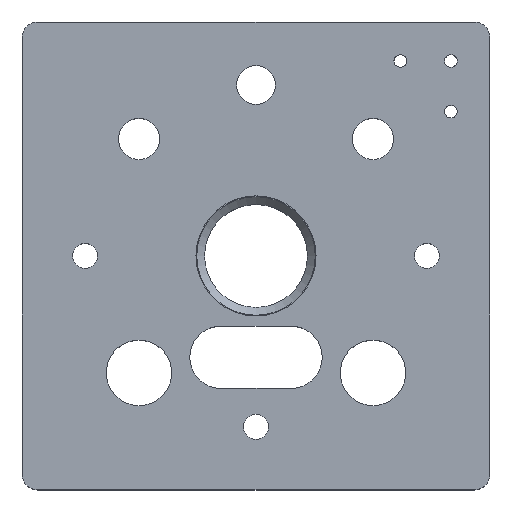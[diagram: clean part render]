
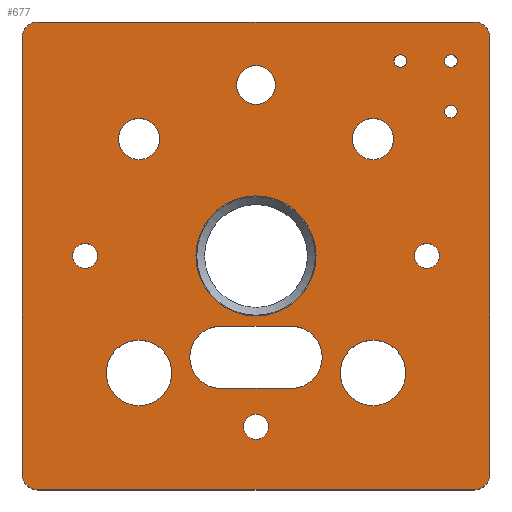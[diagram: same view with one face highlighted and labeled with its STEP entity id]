
A CAD part, top view. The second image highlights one B-rep face of the part: STEP entity #677.
In plain terms, the highlighted planar face has unit normal (0, 0, 1).
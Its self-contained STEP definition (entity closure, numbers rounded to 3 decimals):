
#18=FACE_BOUND('',#113,.T.);
#19=FACE_BOUND('',#114,.T.);
#20=FACE_BOUND('',#115,.T.);
#21=FACE_BOUND('',#116,.T.);
#22=FACE_BOUND('',#117,.T.);
#23=FACE_BOUND('',#118,.T.);
#24=FACE_BOUND('',#119,.T.);
#25=FACE_BOUND('',#120,.T.);
#26=FACE_BOUND('',#121,.T.);
#27=FACE_BOUND('',#122,.T.);
#28=FACE_BOUND('',#123,.T.);
#29=FACE_BOUND('',#124,.T.);
#30=FACE_BOUND('',#125,.T.);
#50=PLANE('',#745);
#71=FACE_OUTER_BOUND('',#112,.T.);
#112=EDGE_LOOP('',(#492,#493,#494,#495,#496,#497,#498,#499));
#113=EDGE_LOOP('',(#500));
#114=EDGE_LOOP('',(#501));
#115=EDGE_LOOP('',(#502));
#116=EDGE_LOOP('',(#503));
#117=EDGE_LOOP('',(#504));
#118=EDGE_LOOP('',(#505));
#119=EDGE_LOOP('',(#506));
#120=EDGE_LOOP('',(#507));
#121=EDGE_LOOP('',(#508));
#122=EDGE_LOOP('',(#509));
#123=EDGE_LOOP('',(#510));
#124=EDGE_LOOP('',(#511));
#125=EDGE_LOOP('',(#512,#513,#514,#515));
#180=LINE('',#1082,#223);
#181=LINE('',#1086,#224);
#182=LINE('',#1090,#225);
#183=LINE('',#1093,#226);
#184=LINE('',#1112,#227);
#185=LINE('',#1116,#228);
#223=VECTOR('',#869,10.);
#224=VECTOR('',#872,10.);
#225=VECTOR('',#875,10.);
#226=VECTOR('',#878,10.);
#227=VECTOR('',#895,10.);
#228=VECTOR('',#898,10.);
#258=CIRCLE('',#722,0.812);
#260=CIRCLE('',#725,0.812);
#262=CIRCLE('',#728,0.812);
#267=CIRCLE('',#736,2.5);
#272=CIRCLE('',#744,2.);
#273=CIRCLE('',#746,2.);
#274=CIRCLE('',#747,2.);
#275=CIRCLE('',#748,2.);
#276=CIRCLE('',#749,1.6);
#277=CIRCLE('',#750,1.6);
#278=CIRCLE('',#751,1.6);
#279=CIRCLE('',#752,4.2);
#280=CIRCLE('',#753,4.2);
#281=CIRCLE('',#754,2.65);
#282=CIRCLE('',#755,2.65);
#283=CIRCLE('',#756,7.7);
#284=CIRCLE('',#757,4.);
#285=CIRCLE('',#758,4.);
#307=VERTEX_POINT('',#1032);
#309=VERTEX_POINT('',#1038);
#311=VERTEX_POINT('',#1044);
#316=VERTEX_POINT('',#1059);
#322=VERTEX_POINT('',#1075);
#323=VERTEX_POINT('',#1077);
#324=VERTEX_POINT('',#1081);
#325=VERTEX_POINT('',#1083);
#326=VERTEX_POINT('',#1085);
#327=VERTEX_POINT('',#1087);
#328=VERTEX_POINT('',#1089);
#329=VERTEX_POINT('',#1091);
#330=VERTEX_POINT('',#1094);
#331=VERTEX_POINT('',#1096);
#332=VERTEX_POINT('',#1098);
#333=VERTEX_POINT('',#1100);
#334=VERTEX_POINT('',#1102);
#335=VERTEX_POINT('',#1104);
#336=VERTEX_POINT('',#1106);
#337=VERTEX_POINT('',#1108);
#338=VERTEX_POINT('',#1110);
#339=VERTEX_POINT('',#1111);
#340=VERTEX_POINT('',#1113);
#341=VERTEX_POINT('',#1115);
#368=EDGE_CURVE('',#307,#307,#258,.T.);
#371=EDGE_CURVE('',#309,#309,#260,.T.);
#374=EDGE_CURVE('',#311,#311,#262,.T.);
#382=EDGE_CURVE('',#316,#316,#267,.T.);
#389=EDGE_CURVE('',#322,#323,#272,.T.);
#391=EDGE_CURVE('',#324,#322,#180,.T.);
#392=EDGE_CURVE('',#325,#324,#273,.T.);
#393=EDGE_CURVE('',#326,#325,#181,.T.);
#394=EDGE_CURVE('',#327,#326,#274,.T.);
#395=EDGE_CURVE('',#328,#327,#182,.T.);
#396=EDGE_CURVE('',#329,#328,#275,.T.);
#397=EDGE_CURVE('',#323,#329,#183,.T.);
#398=EDGE_CURVE('',#330,#330,#276,.T.);
#399=EDGE_CURVE('',#331,#331,#277,.T.);
#400=EDGE_CURVE('',#332,#332,#278,.T.);
#401=EDGE_CURVE('',#333,#333,#279,.T.);
#402=EDGE_CURVE('',#334,#334,#280,.T.);
#403=EDGE_CURVE('',#335,#335,#281,.T.);
#404=EDGE_CURVE('',#336,#336,#282,.T.);
#405=EDGE_CURVE('',#337,#337,#283,.T.);
#406=EDGE_CURVE('',#338,#339,#184,.T.);
#407=EDGE_CURVE('',#339,#340,#284,.T.);
#408=EDGE_CURVE('',#340,#341,#185,.T.);
#409=EDGE_CURVE('',#341,#338,#285,.T.);
#492=ORIENTED_EDGE('',*,*,#389,.F.);
#493=ORIENTED_EDGE('',*,*,#391,.F.);
#494=ORIENTED_EDGE('',*,*,#392,.F.);
#495=ORIENTED_EDGE('',*,*,#393,.F.);
#496=ORIENTED_EDGE('',*,*,#394,.F.);
#497=ORIENTED_EDGE('',*,*,#395,.F.);
#498=ORIENTED_EDGE('',*,*,#396,.F.);
#499=ORIENTED_EDGE('',*,*,#397,.F.);
#500=ORIENTED_EDGE('',*,*,#368,.T.);
#501=ORIENTED_EDGE('',*,*,#371,.T.);
#502=ORIENTED_EDGE('',*,*,#374,.T.);
#503=ORIENTED_EDGE('',*,*,#382,.T.);
#504=ORIENTED_EDGE('',*,*,#398,.T.);
#505=ORIENTED_EDGE('',*,*,#399,.T.);
#506=ORIENTED_EDGE('',*,*,#400,.T.);
#507=ORIENTED_EDGE('',*,*,#401,.T.);
#508=ORIENTED_EDGE('',*,*,#402,.T.);
#509=ORIENTED_EDGE('',*,*,#403,.T.);
#510=ORIENTED_EDGE('',*,*,#404,.T.);
#511=ORIENTED_EDGE('',*,*,#405,.T.);
#512=ORIENTED_EDGE('',*,*,#406,.T.);
#513=ORIENTED_EDGE('',*,*,#407,.T.);
#514=ORIENTED_EDGE('',*,*,#408,.T.);
#515=ORIENTED_EDGE('',*,*,#409,.T.);
#677=ADVANCED_FACE('',(#71,#18,#19,#20,#21,#22,#23,#24,#25,#26,#27,#28,
#29,#30),#50,.T.);
#722=AXIS2_PLACEMENT_3D('',#1033,#813,#814);
#725=AXIS2_PLACEMENT_3D('',#1039,#820,#821);
#728=AXIS2_PLACEMENT_3D('',#1045,#827,#828);
#736=AXIS2_PLACEMENT_3D('',#1061,#846,#847);
#744=AXIS2_PLACEMENT_3D('',#1078,#864,#865);
#745=AXIS2_PLACEMENT_3D('',#1080,#867,#868);
#746=AXIS2_PLACEMENT_3D('',#1084,#870,#871);
#747=AXIS2_PLACEMENT_3D('',#1088,#873,#874);
#748=AXIS2_PLACEMENT_3D('',#1092,#876,#877);
#749=AXIS2_PLACEMENT_3D('',#1095,#879,#880);
#750=AXIS2_PLACEMENT_3D('',#1097,#881,#882);
#751=AXIS2_PLACEMENT_3D('',#1099,#883,#884);
#752=AXIS2_PLACEMENT_3D('',#1101,#885,#886);
#753=AXIS2_PLACEMENT_3D('',#1103,#887,#888);
#754=AXIS2_PLACEMENT_3D('',#1105,#889,#890);
#755=AXIS2_PLACEMENT_3D('',#1107,#891,#892);
#756=AXIS2_PLACEMENT_3D('',#1109,#893,#894);
#757=AXIS2_PLACEMENT_3D('',#1114,#896,#897);
#758=AXIS2_PLACEMENT_3D('',#1117,#899,#900);
#813=DIRECTION('center_axis',(0.,0.,-1.));
#814=DIRECTION('ref_axis',(1.,0.,0.));
#820=DIRECTION('center_axis',(0.,0.,-1.));
#821=DIRECTION('ref_axis',(1.,0.,0.));
#827=DIRECTION('center_axis',(0.,0.,-1.));
#828=DIRECTION('ref_axis',(1.,0.,0.));
#846=DIRECTION('center_axis',(0.,0.,-1.));
#847=DIRECTION('ref_axis',(-1.,0.,0.));
#864=DIRECTION('center_axis',(0.,0.,-1.));
#865=DIRECTION('ref_axis',(0.707,0.707,0.));
#867=DIRECTION('center_axis',(0.,0.,1.));
#868=DIRECTION('ref_axis',(1.,0.,0.));
#869=DIRECTION('',(1.,0.,0.));
#870=DIRECTION('center_axis',(0.,0.,-1.));
#871=DIRECTION('ref_axis',(-0.707,0.707,0.));
#872=DIRECTION('',(0.,1.,0.));
#873=DIRECTION('center_axis',(0.,0.,-1.));
#874=DIRECTION('ref_axis',(-0.707,-0.707,0.));
#875=DIRECTION('',(-1.,0.,0.));
#876=DIRECTION('center_axis',(0.,0.,-1.));
#877=DIRECTION('ref_axis',(0.707,-0.707,0.));
#878=DIRECTION('',(0.,-1.,0.));
#879=DIRECTION('center_axis',(0.,0.,-1.));
#880=DIRECTION('ref_axis',(-1.,0.,0.));
#881=DIRECTION('center_axis',(0.,0.,-1.));
#882=DIRECTION('ref_axis',(-1.,0.,0.));
#883=DIRECTION('center_axis',(0.,0.,-1.));
#884=DIRECTION('ref_axis',(-1.,0.,0.));
#885=DIRECTION('center_axis',(0.,0.,-1.));
#886=DIRECTION('ref_axis',(1.,0.,0.));
#887=DIRECTION('center_axis',(0.,0.,-1.));
#888=DIRECTION('ref_axis',(1.,0.,0.));
#889=DIRECTION('center_axis',(0.,0.,-1.));
#890=DIRECTION('ref_axis',(1.,0.,0.));
#891=DIRECTION('center_axis',(0.,0.,-1.));
#892=DIRECTION('ref_axis',(1.,0.,0.));
#893=DIRECTION('center_axis',(0.,0.,-1.));
#894=DIRECTION('ref_axis',(1.,0.,0.));
#895=DIRECTION('',(-1.,0.,0.));
#896=DIRECTION('center_axis',(0.,0.,-1.));
#897=DIRECTION('ref_axis',(0.,1.,0.));
#898=DIRECTION('',(1.,0.,0.));
#899=DIRECTION('center_axis',(0.,0.,-1.));
#900=DIRECTION('ref_axis',(0.,-1.,0.));
#1032=CARTESIAN_POINT('',(24.189,25.,0.));
#1033=CARTESIAN_POINT('Origin',(25.,25.,0.));
#1038=CARTESIAN_POINT('',(17.689,25.,0.));
#1039=CARTESIAN_POINT('Origin',(18.5,25.,0.));
#1044=CARTESIAN_POINT('',(24.189,18.5,0.));
#1045=CARTESIAN_POINT('Origin',(25.,18.5,0.));
#1059=CARTESIAN_POINT('',(2.5,21.92,0.));
#1061=CARTESIAN_POINT('Origin',(0.,21.92,0.));
#1075=CARTESIAN_POINT('',(28.,30.,0.));
#1077=CARTESIAN_POINT('',(30.,28.,0.));
#1078=CARTESIAN_POINT('Origin',(28.,28.,0.));
#1080=CARTESIAN_POINT('Origin',(0.,0.,0.));
#1081=CARTESIAN_POINT('',(-28.,30.,0.));
#1082=CARTESIAN_POINT('',(-30.,30.,0.));
#1083=CARTESIAN_POINT('',(-30.,28.,0.));
#1084=CARTESIAN_POINT('Origin',(-28.,28.,0.));
#1085=CARTESIAN_POINT('',(-30.,-28.,0.));
#1086=CARTESIAN_POINT('',(-30.,-30.,0.));
#1087=CARTESIAN_POINT('',(-28.,-30.,0.));
#1088=CARTESIAN_POINT('Origin',(-28.,-28.,0.));
#1089=CARTESIAN_POINT('',(28.,-30.,0.));
#1090=CARTESIAN_POINT('',(30.,-30.,0.));
#1091=CARTESIAN_POINT('',(30.,-28.,0.));
#1092=CARTESIAN_POINT('Origin',(28.,-28.,0.));
#1093=CARTESIAN_POINT('',(30.,30.,0.));
#1094=CARTESIAN_POINT('',(1.6,-21.92,0.));
#1095=CARTESIAN_POINT('Origin',(0.,-21.92,
0.));
#1096=CARTESIAN_POINT('',(-20.32,0.,0.));
#1097=CARTESIAN_POINT('Origin',(-21.92,0.,
0.));
#1098=CARTESIAN_POINT('',(23.52,0.,0.));
#1099=CARTESIAN_POINT('Origin',(21.92,0.,0.));
#1100=CARTESIAN_POINT('',(-19.2,-15.,0.));
#1101=CARTESIAN_POINT('Origin',(-15.,-15.,0.));
#1102=CARTESIAN_POINT('',(10.8,-15.,0.));
#1103=CARTESIAN_POINT('Origin',(15.,-15.,0.));
#1104=CARTESIAN_POINT('',(-17.65,15.,0.));
#1105=CARTESIAN_POINT('Origin',(-15.,15.,0.));
#1106=CARTESIAN_POINT('',(12.35,15.,0.));
#1107=CARTESIAN_POINT('Origin',(15.,15.,0.));
#1108=CARTESIAN_POINT('',(-7.7,0.,0.));
#1109=CARTESIAN_POINT('Origin',(0.,0.,0.));
#1110=CARTESIAN_POINT('',(4.5,-17.,0.));
#1111=CARTESIAN_POINT('',(-4.5,-17.,0.));
#1112=CARTESIAN_POINT('',(2.25,-17.,0.));
#1113=CARTESIAN_POINT('',(-4.5,-9.,0.));
#1114=CARTESIAN_POINT('Origin',(-4.5,-13.,0.));
#1115=CARTESIAN_POINT('',(4.5,-9.,0.));
#1116=CARTESIAN_POINT('',(-2.25,-9.,0.));
#1117=CARTESIAN_POINT('Origin',(4.5,-13.,0.));
